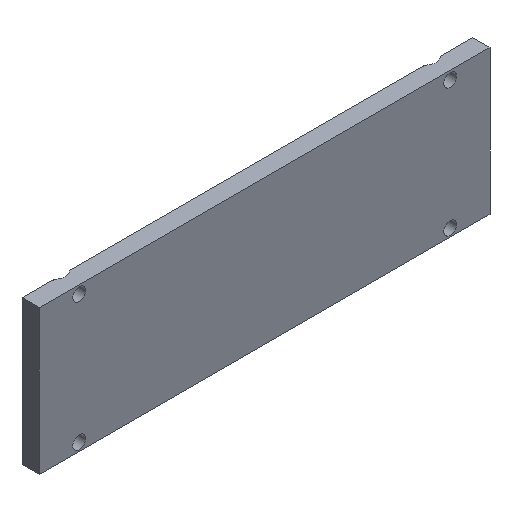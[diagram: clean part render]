
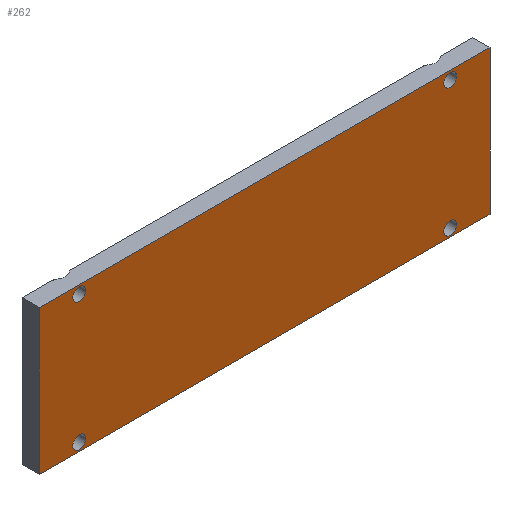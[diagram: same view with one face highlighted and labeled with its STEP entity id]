
A CAD part, isometric view. The second image highlights one B-rep face of the part: STEP entity #262.
In plain terms, the highlighted planar face has unit normal (0, -1, 0).
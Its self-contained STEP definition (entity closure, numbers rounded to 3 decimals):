
#21=LINE('',#378,#37);
#31=LINE('',#419,#47);
#33=LINE('',#437,#49);
#34=LINE('',#439,#50);
#37=VECTOR('',#304,78.);
#47=VECTOR('',#332,78.);
#49=VECTOR('',#356,25.);
#50=VECTOR('',#359,25.);
#56=PLANE('',#291);
#65=FACE_BOUND('',#108,.T.);
#66=FACE_BOUND('',#109,.T.);
#67=FACE_BOUND('',#110,.T.);
#68=FACE_BOUND('',#111,.T.);
#69=FACE_BOUND('',#112,.T.);
#108=EDGE_LOOP('',(#237));
#109=EDGE_LOOP('',(#238));
#110=EDGE_LOOP('',(#239));
#111=EDGE_LOOP('',(#240));
#112=EDGE_LOOP('',(#241,#242,#243,#244));
#121=CIRCLE('',#282,1.1);
#122=CIRCLE('',#284,1.1);
#123=CIRCLE('',#286,1.1);
#124=CIRCLE('',#288,1.1);
#129=VERTEX_POINT('',#375);
#130=VERTEX_POINT('',#377);
#142=VERTEX_POINT('',#416);
#143=VERTEX_POINT('',#418);
#145=VERTEX_POINT('',#425);
#146=VERTEX_POINT('',#428);
#147=VERTEX_POINT('',#431);
#148=VERTEX_POINT('',#434);
#154=EDGE_CURVE('',#129,#130,#21,.T.);
#172=EDGE_CURVE('',#142,#143,#31,.T.);
#175=EDGE_CURVE('',#145,#145,#121,.T.);
#176=EDGE_CURVE('',#146,#146,#122,.T.);
#177=EDGE_CURVE('',#147,#147,#123,.T.);
#178=EDGE_CURVE('',#148,#148,#124,.T.);
#179=EDGE_CURVE('',#143,#129,#33,.T.);
#180=EDGE_CURVE('',#130,#142,#34,.T.);
#237=ORIENTED_EDGE('',*,*,#175,.T.);
#238=ORIENTED_EDGE('',*,*,#176,.T.);
#239=ORIENTED_EDGE('',*,*,#177,.T.);
#240=ORIENTED_EDGE('',*,*,#178,.T.);
#241=ORIENTED_EDGE('',*,*,#154,.F.);
#242=ORIENTED_EDGE('',*,*,#179,.F.);
#243=ORIENTED_EDGE('',*,*,#172,.F.);
#244=ORIENTED_EDGE('',*,*,#180,.F.);
#262=ADVANCED_FACE('',(#65,#66,#67,#68,#69),#56,.T.);
#282=AXIS2_PLACEMENT_3D('',#426,#340,#341);
#284=AXIS2_PLACEMENT_3D('',#429,#344,#345);
#286=AXIS2_PLACEMENT_3D('',#432,#348,#349);
#288=AXIS2_PLACEMENT_3D('',#435,#352,#353);
#291=AXIS2_PLACEMENT_3D('',#440,#360,#361);
#304=DIRECTION('',(-1.,0.,0.));
#332=DIRECTION('',(1.,0.,0.));
#340=DIRECTION('center_axis',(0.,1.,0.));
#341=DIRECTION('ref_axis',(1.,0.,0.));
#344=DIRECTION('center_axis',(0.,1.,0.));
#345=DIRECTION('ref_axis',(1.,0.,0.));
#348=DIRECTION('center_axis',(0.,1.,0.));
#349=DIRECTION('ref_axis',(1.,0.,0.));
#352=DIRECTION('center_axis',(0.,1.,0.));
#353=DIRECTION('ref_axis',(1.,0.,0.));
#356=DIRECTION('',(0.,0.,-1.));
#359=DIRECTION('',(0.,0.,1.));
#360=DIRECTION('center_axis',(0.,-1.,0.));
#361=DIRECTION('ref_axis',(0.,0.,-1.));
#375=CARTESIAN_POINT('',(39.,0.,-12.5));
#377=CARTESIAN_POINT('',(-39.,0.,-12.5));
#378=CARTESIAN_POINT('',(39.,0.,-12.5));
#416=CARTESIAN_POINT('',(-39.,0.,12.5));
#418=CARTESIAN_POINT('',(39.,0.,12.5));
#419=CARTESIAN_POINT('',(-39.,0.,12.5));
#425=CARTESIAN_POINT('',(-33.2,0.,-11.1));
#426=CARTESIAN_POINT('Origin',(-32.1,0.,-11.1));
#428=CARTESIAN_POINT('',(-33.2,0.,11.1));
#429=CARTESIAN_POINT('Origin',(-32.1,0.,11.1));
#431=CARTESIAN_POINT('',(31.,0.,-11.1));
#432=CARTESIAN_POINT('Origin',(32.1,0.,-11.1));
#434=CARTESIAN_POINT('',(31.,0.,11.1));
#435=CARTESIAN_POINT('Origin',(32.1,0.,11.1));
#437=CARTESIAN_POINT('',(39.,0.,12.5));
#439=CARTESIAN_POINT('',(-39.,0.,-12.5));
#440=CARTESIAN_POINT('Origin',(0.,0.,0.));
